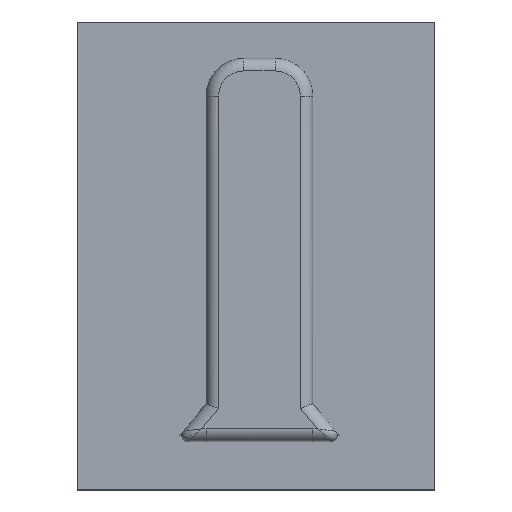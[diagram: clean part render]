
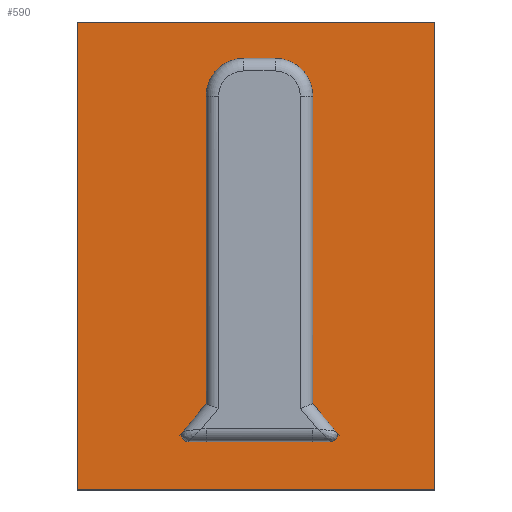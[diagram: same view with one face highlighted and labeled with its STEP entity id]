
A CAD part, top view. The second image highlights one B-rep face of the part: STEP entity #590.
In plain terms, the highlighted planar face has unit normal (0, 0, 1).
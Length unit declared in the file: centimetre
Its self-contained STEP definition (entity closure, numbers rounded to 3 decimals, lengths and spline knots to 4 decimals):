
#15=FACE_BOUND('',#134,.T.);
#42=CIRCLE('',#647,0.1);
#43=CIRCLE('',#653,0.6);
#44=CIRCLE('',#656,0.6);
#46=CIRCLE('',#661,0.1);
#61=PLANE('',#662);
#96=FACE_OUTER_BOUND('',#133,.T.);
#133=EDGE_LOOP('',(#514,#515,#516,#517));
#134=EDGE_LOOP('',(#518,#519,#520,#521,#522,#523,#524,#525,#526,#527,#528,
#529,#530,#531,#532,#533));
#137=LINE('',#854,#189);
#158=LINE('',#1071,#210);
#161=LINE('',#1076,#213);
#163=LINE('',#1080,#215);
#165=LINE('',#1083,#217);
#166=LINE('',#1087,#218);
#169=LINE('',#1092,#221);
#171=LINE('',#1096,#223);
#174=LINE('',#1103,#226);
#175=LINE('',#1111,#227);
#176=LINE('',#1114,#228);
#178=LINE('',#1118,#230);
#181=LINE('',#1126,#233);
#184=LINE('',#1134,#236);
#186=LINE('',#1138,#238);
#188=LINE('',#1144,#240);
#189=VECTOR('',#669,1.);
#210=VECTOR('',#754,1.);
#213=VECTOR('',#759,1.);
#215=VECTOR('',#763,1.);
#217=VECTOR('',#767,1.);
#218=VECTOR('',#770,1.);
#221=VECTOR('',#775,1.);
#223=VECTOR('',#779,1.);
#226=VECTOR('',#788,1.);
#227=VECTOR('',#791,1.);
#228=VECTOR('',#794,1.);
#230=VECTOR('',#798,1.);
#233=VECTOR('',#807,1.);
#236=VECTOR('',#816,1.);
#238=VECTOR('',#820,1.);
#240=VECTOR('',#830,1.);
#247=VERTEX_POINT('',#838);
#248=VERTEX_POINT('',#847);
#268=VERTEX_POINT('',#984);
#270=VERTEX_POINT('',#994);
#278=VERTEX_POINT('',#1069);
#279=VERTEX_POINT('',#1070);
#280=VERTEX_POINT('',#1075);
#281=VERTEX_POINT('',#1079);
#282=VERTEX_POINT('',#1085);
#283=VERTEX_POINT('',#1086);
#284=VERTEX_POINT('',#1091);
#285=VERTEX_POINT('',#1095);
#286=VERTEX_POINT('',#1102);
#287=VERTEX_POINT('',#1113);
#288=VERTEX_POINT('',#1117);
#289=VERTEX_POINT('',#1121);
#290=VERTEX_POINT('',#1125);
#291=VERTEX_POINT('',#1129);
#292=VERTEX_POINT('',#1133);
#293=VERTEX_POINT('',#1137);
#296=EDGE_CURVE('',#248,#247,#137,.T.);
#338=EDGE_CURVE('',#278,#279,#158,.F.);
#341=EDGE_CURVE('',#279,#280,#161,.F.);
#343=EDGE_CURVE('',#280,#281,#163,.F.);
#345=EDGE_CURVE('',#281,#278,#165,.F.);
#346=EDGE_CURVE('',#282,#283,#166,.T.);
#349=EDGE_CURVE('',#283,#284,#169,.T.);
#351=EDGE_CURVE('',#284,#285,#171,.T.);
#353=EDGE_CURVE('',#268,#285,#42,.T.);
#355=EDGE_CURVE('',#268,#286,#174,.F.);
#357=EDGE_CURVE('',#286,#270,#175,.T.);
#358=EDGE_CURVE('',#270,#287,#176,.T.);
#360=EDGE_CURVE('',#287,#288,#178,.T.);
#362=EDGE_CURVE('',#288,#289,#43,.T.);
#364=EDGE_CURVE('',#289,#290,#181,.T.);
#366=EDGE_CURVE('',#290,#291,#44,.T.);
#368=EDGE_CURVE('',#291,#292,#184,.T.);
#370=EDGE_CURVE('',#293,#292,#186,.T.);
#373=EDGE_CURVE('',#247,#282,#46,.T.);
#374=EDGE_CURVE('',#293,#248,#188,.T.);
#514=ORIENTED_EDGE('',*,*,#345,.F.);
#515=ORIENTED_EDGE('',*,*,#343,.F.);
#516=ORIENTED_EDGE('',*,*,#341,.F.);
#517=ORIENTED_EDGE('',*,*,#338,.F.);
#518=ORIENTED_EDGE('',*,*,#373,.F.);
#519=ORIENTED_EDGE('',*,*,#296,.F.);
#520=ORIENTED_EDGE('',*,*,#374,.F.);
#521=ORIENTED_EDGE('',*,*,#370,.T.);
#522=ORIENTED_EDGE('',*,*,#368,.F.);
#523=ORIENTED_EDGE('',*,*,#366,.F.);
#524=ORIENTED_EDGE('',*,*,#364,.F.);
#525=ORIENTED_EDGE('',*,*,#362,.F.);
#526=ORIENTED_EDGE('',*,*,#360,.F.);
#527=ORIENTED_EDGE('',*,*,#358,.F.);
#528=ORIENTED_EDGE('',*,*,#357,.F.);
#529=ORIENTED_EDGE('',*,*,#355,.F.);
#530=ORIENTED_EDGE('',*,*,#353,.T.);
#531=ORIENTED_EDGE('',*,*,#351,.F.);
#532=ORIENTED_EDGE('',*,*,#349,.F.);
#533=ORIENTED_EDGE('',*,*,#346,.F.);
#590=ADVANCED_FACE('',(#96,#15),#61,.T.);
#647=AXIS2_PLACEMENT_3D('',#1099,#783,#784);
#653=AXIS2_PLACEMENT_3D('',#1122,#802,#803);
#656=AXIS2_PLACEMENT_3D('',#1130,#811,#812);
#661=AXIS2_PLACEMENT_3D('',#1142,#826,#827);
#662=AXIS2_PLACEMENT_3D('',#1143,#828,#829);
#669=DIRECTION('',(1.,0.,0.));
#754=DIRECTION('',(0.,-1.,0.));
#759=DIRECTION('',(-1.,0.,0.));
#763=DIRECTION('',(0.,1.,0.));
#767=DIRECTION('',(1.,0.,0.));
#770=DIRECTION('',(1.,0.,0.));
#775=DIRECTION('',(1.,0.,0.));
#779=DIRECTION('',(1.,0.,0.));
#783=DIRECTION('center_axis',(0.,0.,-1.));
#784=DIRECTION('ref_axis',(0.768,0.64,0.));
#788=DIRECTION('',(-1.,0.,0.));
#791=DIRECTION('',(-0.64,0.768,0.));
#794=DIRECTION('',(-0.64,0.768,0.));
#798=DIRECTION('',(0.,1.,0.));
#802=DIRECTION('center_axis',(0.,0.,1.));
#803=DIRECTION('ref_axis',(1.,0.,0.));
#807=DIRECTION('',(-1.,0.,0.));
#811=DIRECTION('center_axis',(0.,0.,1.));
#812=DIRECTION('ref_axis',(1.,0.,0.));
#816=DIRECTION('',(0.,-1.,0.));
#820=DIRECTION('',(0.64,0.768,0.));
#826=DIRECTION('center_axis',(0.,0.,1.));
#827=DIRECTION('ref_axis',(-0.768,0.64,0.));
#828=DIRECTION('center_axis',(0.,0.,1.));
#829=DIRECTION('ref_axis',(1.,0.,0.));
#830=DIRECTION('',(-0.64,-0.768,0.));
#838=CARTESIAN_POINT('',(-1.3865,-2.,0.29));
#847=CARTESIAN_POINT('',(-1.4167,-2.,0.29));
#854=CARTESIAN_POINT('',(-0.825,-2.,0.29));
#984=CARTESIAN_POINT('',(1.0866,-1.9999,0.29));
#994=CARTESIAN_POINT('',(1.0634,-1.9359,0.29));
#1069=CARTESIAN_POINT('',(-3.0546,-2.8684,0.29));
#1070=CARTESIAN_POINT('',(-3.0546,4.582,0.29));
#1071=CARTESIAN_POINT('',(-3.0546,-1.0058,0.29));
#1075=CARTESIAN_POINT('',(2.6449,4.582,0.29));
#1076=CARTESIAN_POINT('',(-1.6298,4.582,0.29));
#1079=CARTESIAN_POINT('',(2.6449,-2.8684,0.29));
#1080=CARTESIAN_POINT('',(2.6449,2.7194,0.29));
#1083=CARTESIAN_POINT('',(1.22,-2.8684,0.29));
#1085=CARTESIAN_POINT('',(-1.2865,-2.1,0.29));
#1086=CARTESIAN_POINT('',(-1.,-2.1,0.29));
#1087=CARTESIAN_POINT('',(-0.8524,-2.1,0.29));
#1091=CARTESIAN_POINT('',(0.7,-2.1,0.29));
#1092=CARTESIAN_POINT('',(-0.6024,-2.1,0.29));
#1095=CARTESIAN_POINT('',(0.9866,-2.0999,0.29));
#1096=CARTESIAN_POINT('',(0.2479,-2.1001,0.29));
#1099=CARTESIAN_POINT('Origin',(0.9866,-1.9999,0.29));
#1102=CARTESIAN_POINT('',(1.1167,-1.9999,0.29));
#1103=CARTESIAN_POINT('',(0.2753,-2.0001,0.29));
#1111=CARTESIAN_POINT('',(0.1733,-0.8682,0.29));
#1113=CARTESIAN_POINT('',(0.7,-1.5,0.29));
#1114=CARTESIAN_POINT('',(0.1733,-0.8682,0.29));
#1117=CARTESIAN_POINT('',(0.7,3.4,0.29));
#1118=CARTESIAN_POINT('',(0.7,-0.275,0.29));
#1121=CARTESIAN_POINT('',(0.1,4.,0.29));
#1122=CARTESIAN_POINT('Origin',(0.1,3.4,0.29));
#1125=CARTESIAN_POINT('',(-0.4,4.,0.29));
#1126=CARTESIAN_POINT('',(0.275,4.,0.29));
#1129=CARTESIAN_POINT('',(-1.,3.4,0.29));
#1130=CARTESIAN_POINT('Origin',(-0.4,3.4,0.29));
#1133=CARTESIAN_POINT('',(-1.,-1.5,0.29));
#1134=CARTESIAN_POINT('',(-1.,2.475,0.29));
#1137=CARTESIAN_POINT('',(-1.3633,-1.936,0.29));
#1138=CARTESIAN_POINT('',(-0.2234,-0.568,0.29));
#1142=CARTESIAN_POINT('Origin',(-1.2865,-2.,0.29));
#1143=CARTESIAN_POINT('Origin',(-0.2049,0.8568,0.29));
#1144=CARTESIAN_POINT('',(-0.2234,-0.568,0.29));
